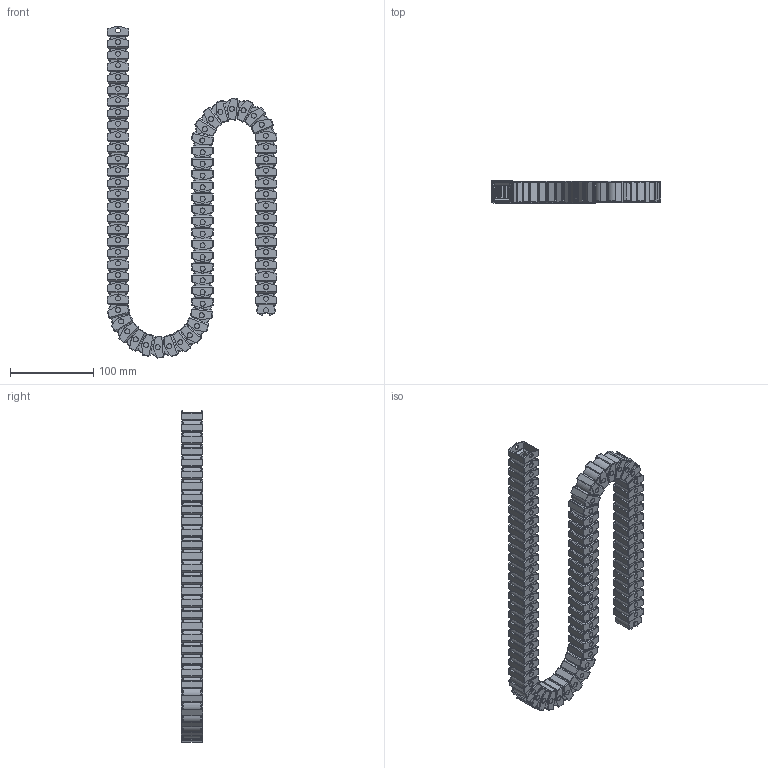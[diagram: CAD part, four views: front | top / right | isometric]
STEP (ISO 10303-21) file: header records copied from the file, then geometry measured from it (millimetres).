
FILE_DESCRIPTION (( 'STEP AP214' ), '1' );
FILE_NAME ('WCP-0369.STEP', '2023-01-10T23:37:25', ( '' ), ( '' ), 'SwSTEP 2.0', 'SolidWorks 2020', '' );
FILE_SCHEMA (( 'AUTOMOTIVE_DESIGN' ));
Length unit declared in the file: inch
Products named in the file (2): WCP-0369-001 Rev1; WCP-0369
Assembly tree (72 placements, depth 2):
  WCP-0369
    WCP-0369-001 Rev1  x72
Bounding box: 203.72 x 25.91 x 398.92 mm (x, y, z)
Volume: 227627.9 mm3; surface area: 312447.6 mm2
Topology: 72 solids, 72 shells, 5544 faces, 15264 edges, 10080 vertices
Faces by surface type: plane 3672, cylinder 1584, torus 288
Entity records: 3132 total; most frequent: CARTESIAN_POINT 640, DIRECTION 516, ORIENTED_EDGE 424, EDGE_CURVE 212, AXIS2_PLACEMENT_3D 184, LINE 148, VECTOR 148, VERTEX_POINT 140
